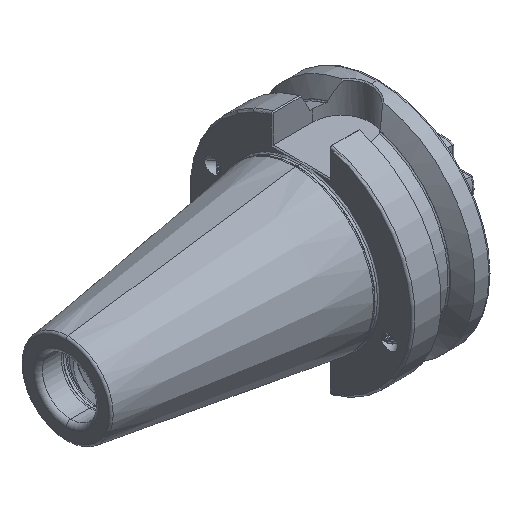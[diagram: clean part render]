
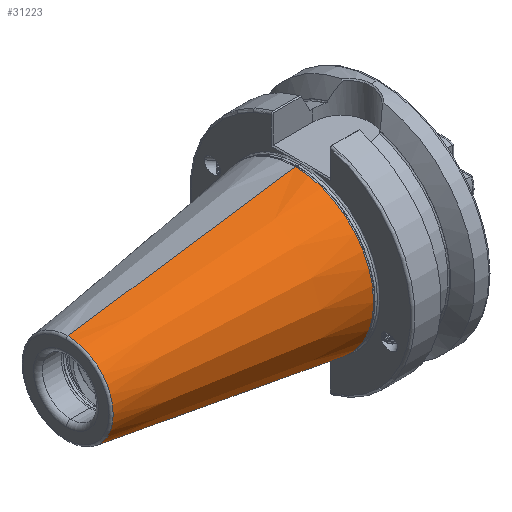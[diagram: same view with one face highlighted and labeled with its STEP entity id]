
A CAD part, isometric view. The second image highlights one B-rep face of the part: STEP entity #31223.
In plain terms, the highlighted conical face has half-angle 8.297 degrees and reference radius 34.998 mm.
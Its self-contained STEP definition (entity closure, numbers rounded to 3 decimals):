
#2661 = LINE ( 'NONE', #9554, #2678 ) ;
#2678 = VECTOR ( 'NONE', #9520, 1000. ) ;
#3218 = CIRCLE ( 'NONE', #3933, 20.204 ) ;
#3231 = CIRCLE ( 'NONE', #3942, 34.998 ) ;
#3512 = VECTOR ( 'NONE', #10296, 1000. ) ;
#3545 = LINE ( 'NONE', #10294, #3512 ) ;
#3933 = AXIS2_PLACEMENT_3D ( 'NONE', #25859, #25768, #25816 ) ;
#3942 = AXIS2_PLACEMENT_3D ( 'NONE', #26905, #26907, #26953 ) ;
#4013 = EDGE_CURVE ( 'NONE', #31515, #31514, #3545, .T. ) ;
#4066 = EDGE_CURVE ( 'NONE', #31499, #31551, #2661, .T. ) ;
#4398 = CARTESIAN_POINT ( 'NONE',  ( -103.944, 0., 20.204 ) ) ;
#4400 = CARTESIAN_POINT ( 'NONE',  ( -103.944, 0., -20.204 ) ) ;
#4430 = CARTESIAN_POINT ( 'NONE',  ( -2.5, 0., -34.998 ) ) ;
#4483 = CARTESIAN_POINT ( 'NONE',  ( -2.5, 0., 34.998 ) ) ;
#5140 = EDGE_LOOP ( 'NONE', ( #32256, #32293, #32301, #32243 ) ) ;
#9520 = DIRECTION ( 'NONE',  ( 0.99, 0., 0.144 ) ) ;
#9554 = CARTESIAN_POINT ( 'NONE',  ( -2.5, 0., 34.998 ) ) ;
#10294 = CARTESIAN_POINT ( 'NONE',  ( -2.5, 0., -34.998 ) ) ;
#10296 = DIRECTION ( 'NONE',  ( 0.99, 0., -0.144 ) ) ;
#13976 = CONICAL_SURFACE ( 'NONE', #30460, 34.998, 0.145 ) ;
#14007 = FACE_OUTER_BOUND ( 'NONE', #5140, .T. ) ;
#22230 = DIRECTION ( 'NONE',  ( 1., 0., 0. ) ) ;
#22240 = CARTESIAN_POINT ( 'NONE',  ( -2.5, 0., 0. ) ) ;
#22256 = DIRECTION ( 'NONE',  ( 0., 0., -1. ) ) ;
#25768 = DIRECTION ( 'NONE',  ( -1., 0., 0. ) ) ;
#25816 = DIRECTION ( 'NONE',  ( 0., 0., 1. ) ) ;
#25859 = CARTESIAN_POINT ( 'NONE',  ( -103.944, 0., 0. ) ) ;
#26905 = CARTESIAN_POINT ( 'NONE',  ( -2.5, 0., 0. ) ) ;
#26907 = DIRECTION ( 'NONE',  ( -1., 0., 0. ) ) ;
#26953 = DIRECTION ( 'NONE',  ( 0., 0., 1. ) ) ;
#27674 = EDGE_CURVE ( 'NONE', #31515, #31499, #3218, .T. ) ;
#27745 = EDGE_CURVE ( 'NONE', #31514, #31551, #3231, .T. ) ;
#30460 = AXIS2_PLACEMENT_3D ( 'NONE', #22240, #22230, #22256 ) ;
#31223 = ADVANCED_FACE ( 'NONE', ( #14007 ), #13976, .T. ) ;
#31499 = VERTEX_POINT ( 'NONE', #4398 ) ;
#31514 = VERTEX_POINT ( 'NONE', #4430 ) ;
#31515 = VERTEX_POINT ( 'NONE', #4400 ) ;
#31551 = VERTEX_POINT ( 'NONE', #4483 ) ;
#32243 = ORIENTED_EDGE ( 'NONE', *, *, #27745, .T. ) ;
#32256 = ORIENTED_EDGE ( 'NONE', *, *, #4066, .F. ) ;
#32293 = ORIENTED_EDGE ( 'NONE', *, *, #27674, .F. ) ;
#32301 = ORIENTED_EDGE ( 'NONE', *, *, #4013, .T. ) ;
